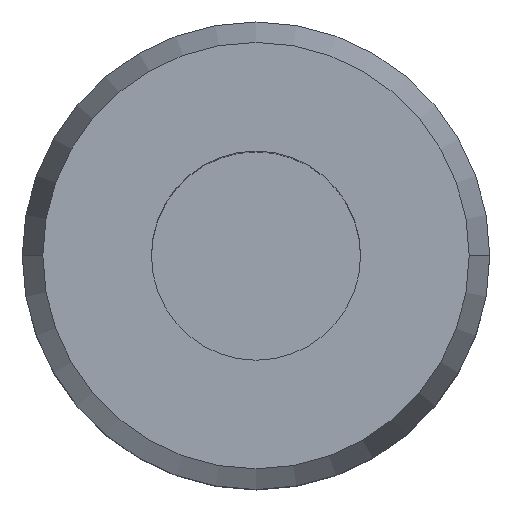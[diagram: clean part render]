
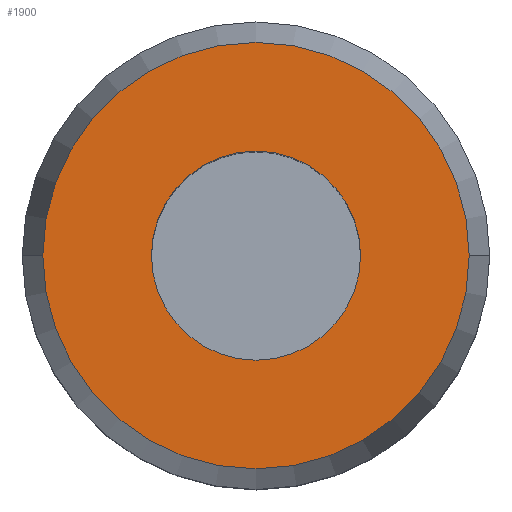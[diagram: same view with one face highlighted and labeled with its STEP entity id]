
A CAD part, top view. The second image highlights one B-rep face of the part: STEP entity #1900.
In plain terms, the highlighted planar face has unit normal (0, 0, 1).
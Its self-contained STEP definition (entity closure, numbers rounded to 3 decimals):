
#28 = ORIENTED_EDGE ( 'NONE', *, *, #1340, .F. ) ;
#50 = CIRCLE ( 'NONE', #916, 15.875 ) ;
#57 = CARTESIAN_POINT ( 'NONE',  ( 0., 0., 101.6 ) ) ;
#64 = EDGE_CURVE ( 'NONE', #151, #1603, #1810, .T. ) ;
#151 = VERTEX_POINT ( 'NONE', #652 ) ;
#248 = PLANE ( 'NONE',  #754 ) ;
#382 = DIRECTION ( 'NONE',  ( 0., 0., 1. ) ) ;
#384 = AXIS2_PLACEMENT_3D ( 'NONE', #642, #775, #1846 ) ;
#388 = DIRECTION ( 'NONE',  ( -1., 0., 0. ) ) ;
#408 = VERTEX_POINT ( 'NONE', #986 ) ;
#488 = CARTESIAN_POINT ( 'NONE',  ( -15.875, 0., 101.6 ) ) ;
#498 = EDGE_LOOP ( 'NONE', ( #982, #1857 ) ) ;
#608 = EDGE_CURVE ( 'NONE', #408, #706, #50, .T. ) ;
#626 = DIRECTION ( 'NONE',  ( -1., 0., 0. ) ) ;
#642 = CARTESIAN_POINT ( 'NONE',  ( 0., 0., 101.6 ) ) ;
#652 = CARTESIAN_POINT ( 'NONE',  ( 32.375, 0., 101.6 ) ) ;
#706 = VERTEX_POINT ( 'NONE', #488 ) ;
#735 = EDGE_CURVE ( 'NONE', #706, #408, #1006, .T. ) ;
#744 = AXIS2_PLACEMENT_3D ( 'NONE', #57, #1679, #626 ) ;
#754 = AXIS2_PLACEMENT_3D ( 'NONE', #1260, #382, #1392 ) ;
#775 = DIRECTION ( 'NONE',  ( 0., 0., -1. ) ) ;
#905 = CIRCLE ( 'NONE', #744, 32.375 ) ;
#916 = AXIS2_PLACEMENT_3D ( 'NONE', #1689, #1086, #1078 ) ;
#944 = CARTESIAN_POINT ( 'NONE',  ( 0., 0., 101.6 ) ) ;
#954 = DIRECTION ( 'NONE',  ( 0., 0., -1. ) ) ;
#982 = ORIENTED_EDGE ( 'NONE', *, *, #735, .T. ) ;
#986 = CARTESIAN_POINT ( 'NONE',  ( 15.875, 0., 101.6 ) ) ;
#1006 = CIRCLE ( 'NONE', #1186, 15.875 ) ;
#1078 = DIRECTION ( 'NONE',  ( -1., 0., 0. ) ) ;
#1086 = DIRECTION ( 'NONE',  ( 0., 0., -1. ) ) ;
#1148 = CARTESIAN_POINT ( 'NONE',  ( -32.375, 0., 101.6 ) ) ;
#1186 = AXIS2_PLACEMENT_3D ( 'NONE', #944, #954, #388 ) ;
#1200 = ORIENTED_EDGE ( 'NONE', *, *, #64, .F. ) ;
#1260 = CARTESIAN_POINT ( 'NONE',  ( 0., 32.375, 101.6 ) ) ;
#1340 = EDGE_CURVE ( 'NONE', #1603, #151, #905, .T. ) ;
#1392 = DIRECTION ( 'NONE',  ( 1., 0., 0. ) ) ;
#1409 = FACE_OUTER_BOUND ( 'NONE', #1715, .T. ) ;
#1603 = VERTEX_POINT ( 'NONE', #1148 ) ;
#1679 = DIRECTION ( 'NONE',  ( 0., 0., -1. ) ) ;
#1689 = CARTESIAN_POINT ( 'NONE',  ( 0., 0., 101.6 ) ) ;
#1715 = EDGE_LOOP ( 'NONE', ( #28, #1200 ) ) ;
#1797 = FACE_BOUND ( 'NONE', #498, .T. ) ;
#1810 = CIRCLE ( 'NONE', #384, 32.375 ) ;
#1846 = DIRECTION ( 'NONE',  ( -1., 0., 0. ) ) ;
#1857 = ORIENTED_EDGE ( 'NONE', *, *, #608, .T. ) ;
#1900 = ADVANCED_FACE ( 'NONE', ( #1797, #1409 ), #248, .T. ) ;
